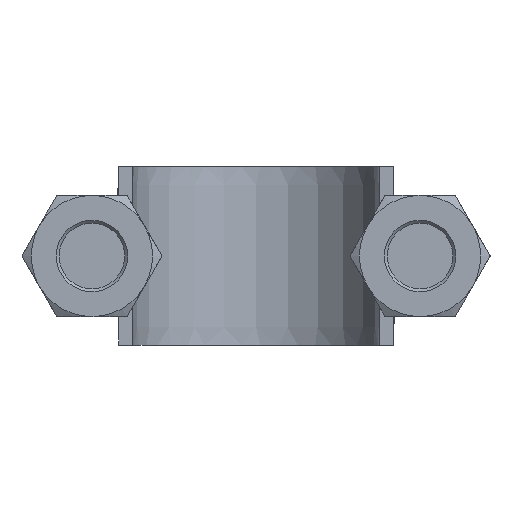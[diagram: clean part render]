
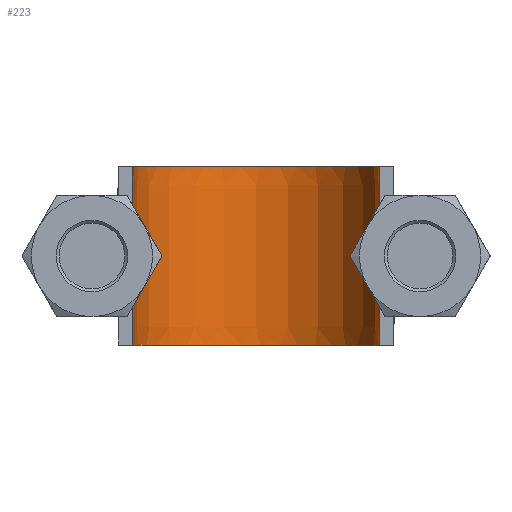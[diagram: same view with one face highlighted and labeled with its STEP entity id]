
A CAD part, front view. The second image highlights one B-rep face of the part: STEP entity #223.
In plain terms, the highlighted face is a extrusion surface.
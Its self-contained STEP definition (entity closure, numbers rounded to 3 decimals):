
#223 = ADVANCED_FACE( '', ( #306 ), #307, .T. );
#306 = FACE_OUTER_BOUND( '', #478, .T. );
#307 = SURFACE_OF_LINEAR_EXTRUSION( '', #479, #480 );
#478 = EDGE_LOOP( '', ( #1495, #1496, #1497, #1498 ) );
#479 = B_SPLINE_CURVE_WITH_KNOTS( '', 3, ( #1499, #1500, #1501, #1502, #1503, #1504, #1505, #1506, #1507, #1508, #1509, #1510, #1511, #1512, #1513, #1514, #1515 ), .UNSPECIFIED., .F., .F., ( 4, 3, 1, 1, 1, 1, 1, 1, 1, 3, 4 ), ( 0.139, 1., 1.5, 2., 3., 4., 5., 6., 6.5, 7., 7.861 ), .UNSPECIFIED. );
#480 = VECTOR( '', #1516, 1000. );
#1495 = ORIENTED_EDGE( '', *, *, #2015, .F. );
#1496 = ORIENTED_EDGE( '', *, *, #2003, .F. );
#1497 = ORIENTED_EDGE( '', *, *, #2008, .T. );
#1498 = ORIENTED_EDGE( '', *, *, #2011, .T. );
#1499 = CARTESIAN_POINT( '', ( -17.25, 53.3, -70. ) );
#1500 = CARTESIAN_POINT( '', ( -17.25, 58.783, -70. ) );
#1501 = CARTESIAN_POINT( '', ( -17.25, 64.267, -70. ) );
#1502 = CARTESIAN_POINT( '', ( -17.25, 69.75, -70. ) );
#1503 = CARTESIAN_POINT( '', ( -17.25, 71.243, -70. ) );
#1504 = CARTESIAN_POINT( '', ( -16.845, 74.269, -70. ) );
#1505 = CARTESIAN_POINT( '', ( -14.537, 79.877, -70. ) );
#1506 = CARTESIAN_POINT( '', ( -9.028, 85.388, -70. ) );
#1507 = CARTESIAN_POINT( '', ( 0., 87.806, -70. ) );
#1508 = CARTESIAN_POINT( '', ( 9.028, 85.388, -70. ) );
#1509 = CARTESIAN_POINT( '', ( 14.537, 79.877, -70. ) );
#1510 = CARTESIAN_POINT( '', ( 16.845, 74.269, -70. ) );
#1511 = CARTESIAN_POINT( '', ( 17.25, 71.243, -70. ) );
#1512 = CARTESIAN_POINT( '', ( 17.25, 69.75, -70. ) );
#1513 = CARTESIAN_POINT( '', ( 17.25, 64.267, -70. ) );
#1514 = CARTESIAN_POINT( '', ( 17.25, 58.783, -70. ) );
#1515 = CARTESIAN_POINT( '', ( 17.25, 53.3, -70. ) );
#1516 = DIRECTION( '', ( 0., 0., 1. ) );
#2003 = EDGE_CURVE( '', #2155, #2156, #2157, .T. );
#2008 = EDGE_CURVE( '', #2155, #2165, #2166, .T. );
#2011 = EDGE_CURVE( '', #2165, #2170, #2171, .T. );
#2015 = EDGE_CURVE( '', #2156, #2170, #2177, .T. );
#2155 = VERTEX_POINT( '', #2405 );
#2156 = VERTEX_POINT( '', #2406 );
#2157 = LINE( '', #2407, #2408 );
#2165 = VERTEX_POINT( '', #2457 );
#2166 = B_SPLINE_CURVE_WITH_KNOTS( '', 3, ( #2458, #2459, #2460, #2461, #2462, #2463, #2464, #2465, #2466, #2467, #2468, #2469, #2470, #2471, #2472, #2473, #2474 ), .UNSPECIFIED., .F., .F., ( 4, 3, 1, 1, 1, 1, 1, 1, 1, 3, 4 ), ( 0.139, 1., 1.5, 2., 3., 4., 5., 6., 6.5, 7., 7.861 ), .UNSPECIFIED. );
#2170 = VERTEX_POINT( '', #2495 );
#2171 = LINE( '', #2496, #2497 );
#2177 = B_SPLINE_CURVE_WITH_KNOTS( '', 3, ( #2543, #2544, #2545, #2546, #2547, #2548, #2549, #2550, #2551, #2552, #2553, #2554, #2555, #2556, #2557, #2558, #2559 ), .UNSPECIFIED., .F., .F., ( 4, 3, 1, 1, 1, 1, 1, 1, 1, 3, 4 ), ( 0.139, 1., 1.5, 2., 3., 4., 5., 6., 6.5, 7., 7.861 ), .UNSPECIFIED. );
#2405 = CARTESIAN_POINT( '', ( -17.25, 53.3, -12.5 ) );
#2406 = CARTESIAN_POINT( '', ( -17.25, 53.3, 12.5 ) );
#2407 = CARTESIAN_POINT( '', ( -17.25, 53.3, -70. ) );
#2408 = VECTOR( '', #3001, 1000. );
#2457 = CARTESIAN_POINT( '', ( 17.25, 53.3, -12.5 ) );
#2458 = CARTESIAN_POINT( '', ( -17.25, 53.3, -12.5 ) );
#2459 = CARTESIAN_POINT( '', ( -17.25, 58.783, -12.5 ) );
#2460 = CARTESIAN_POINT( '', ( -17.25, 64.267, -12.5 ) );
#2461 = CARTESIAN_POINT( '', ( -17.25, 69.75, -12.5 ) );
#2462 = CARTESIAN_POINT( '', ( -17.25, 71.243, -12.5 ) );
#2463 = CARTESIAN_POINT( '', ( -16.845, 74.269, -12.5 ) );
#2464 = CARTESIAN_POINT( '', ( -14.537, 79.877, -12.5 ) );
#2465 = CARTESIAN_POINT( '', ( -9.028, 85.388, -12.5 ) );
#2466 = CARTESIAN_POINT( '', ( 0., 87.806, -12.5 ) );
#2467 = CARTESIAN_POINT( '', ( 9.028, 85.388, -12.5 ) );
#2468 = CARTESIAN_POINT( '', ( 14.537, 79.877, -12.5 ) );
#2469 = CARTESIAN_POINT( '', ( 16.845, 74.269, -12.5 ) );
#2470 = CARTESIAN_POINT( '', ( 17.25, 71.243, -12.5 ) );
#2471 = CARTESIAN_POINT( '', ( 17.25, 69.75, -12.5 ) );
#2472 = CARTESIAN_POINT( '', ( 17.25, 64.267, -12.5 ) );
#2473 = CARTESIAN_POINT( '', ( 17.25, 58.783, -12.5 ) );
#2474 = CARTESIAN_POINT( '', ( 17.25, 53.3, -12.5 ) );
#2495 = CARTESIAN_POINT( '', ( 17.25, 53.3, 12.5 ) );
#2496 = CARTESIAN_POINT( '', ( 17.25, 53.3, -70. ) );
#2497 = VECTOR( '', #3005, 1000. );
#2543 = CARTESIAN_POINT( '', ( -17.25, 53.3, 12.5 ) );
#2544 = CARTESIAN_POINT( '', ( -17.25, 58.783, 12.5 ) );
#2545 = CARTESIAN_POINT( '', ( -17.25, 64.267, 12.5 ) );
#2546 = CARTESIAN_POINT( '', ( -17.25, 69.75, 12.5 ) );
#2547 = CARTESIAN_POINT( '', ( -17.25, 71.243, 12.5 ) );
#2548 = CARTESIAN_POINT( '', ( -16.845, 74.269, 12.5 ) );
#2549 = CARTESIAN_POINT( '', ( -14.537, 79.877, 12.5 ) );
#2550 = CARTESIAN_POINT( '', ( -9.028, 85.388, 12.5 ) );
#2551 = CARTESIAN_POINT( '', ( 0., 87.806, 12.5 ) );
#2552 = CARTESIAN_POINT( '', ( 9.028, 85.388, 12.5 ) );
#2553 = CARTESIAN_POINT( '', ( 14.537, 79.877, 12.5 ) );
#2554 = CARTESIAN_POINT( '', ( 16.845, 74.269, 12.5 ) );
#2555 = CARTESIAN_POINT( '', ( 17.25, 71.243, 12.5 ) );
#2556 = CARTESIAN_POINT( '', ( 17.25, 69.75, 12.5 ) );
#2557 = CARTESIAN_POINT( '', ( 17.25, 64.267, 12.5 ) );
#2558 = CARTESIAN_POINT( '', ( 17.25, 58.783, 12.5 ) );
#2559 = CARTESIAN_POINT( '', ( 17.25, 53.3, 12.5 ) );
#3001 = DIRECTION( '', ( 0., 0., 1. ) );
#3005 = DIRECTION( '', ( 0., 0., 1. ) );
